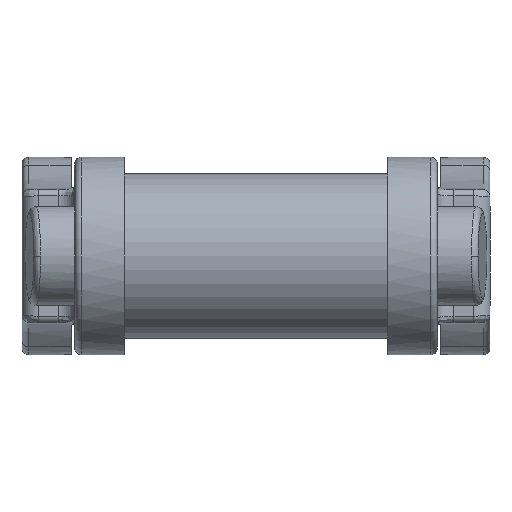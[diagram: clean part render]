
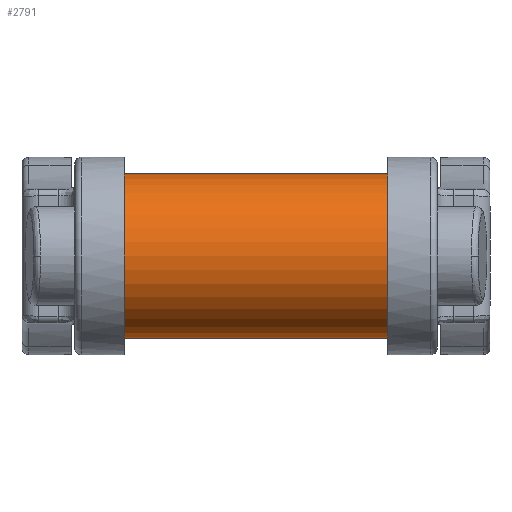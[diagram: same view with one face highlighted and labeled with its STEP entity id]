
A CAD part, left-side view. The second image highlights one B-rep face of the part: STEP entity #2791.
In plain terms, the highlighted cylindrical face has radius 2.499 mm (diameter 4.999 mm), a partial arc.
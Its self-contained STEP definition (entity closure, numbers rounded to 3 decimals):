
#793=CARTESIAN_POINT('',(0.,8.,0.));
#794=DIRECTION('',(0.,1.,0.));
#795=DIRECTION('',(0.,0.,-1.));
#796=AXIS2_PLACEMENT_3D('',#793,#794,#795);
#813=DIRECTION('',(0.,1.,0.));
#814=VECTOR('',#813,8.);
#815=CARTESIAN_POINT('',(0.,0.,2.499));
#816=LINE('',#815,#814);
#817=DIRECTION('',(0.,1.,0.));
#818=VECTOR('',#817,8.);
#819=CARTESIAN_POINT('',(0.,0.,-2.499));
#820=LINE('',#819,#818);
#826=CARTESIAN_POINT('',(0.,0.,0.));
#827=DIRECTION('',(0.,-1.,0.));
#828=DIRECTION('',(0.,0.,1.));
#829=AXIS2_PLACEMENT_3D('',#826,#827,#828);
#1379=CARTESIAN_POINT('',(0.,0.,2.499));
#1380=CARTESIAN_POINT('',(0.,8.,2.499));
#1381=VERTEX_POINT('',#1379);
#1382=VERTEX_POINT('',#1380);
#1385=CARTESIAN_POINT('',(0.,8.,-2.499));
#1386=VERTEX_POINT('',#1385);
#1387=CARTESIAN_POINT('',(0.,0.,-2.499));
#1388=VERTEX_POINT('',#1387);
#2777=CARTESIAN_POINT('',(0.,8.,0.));
#2778=DIRECTION('',(0.,-1.,0.));
#2779=DIRECTION('',(0.,0.,-1.));
#2780=AXIS2_PLACEMENT_3D('',#2777,#2778,#2779);
#2781=CYLINDRICAL_SURFACE('',#2780,2.499);
#2783=ORIENTED_EDGE('',*,*,#2782,.F.);
#2785=ORIENTED_EDGE('',*,*,#2784,.T.);
#2787=ORIENTED_EDGE('',*,*,#2786,.T.);
#2788=ORIENTED_EDGE('',*,*,#2770,.T.);
#2789=EDGE_LOOP('',(#2783,#2785,#2787,#2788));
#2790=FACE_OUTER_BOUND('',#2789,.F.);
#2791=ADVANCED_FACE('',(#2790),#2781,.T.);
#797=CIRCLE('',#796,2.499);
#830=CIRCLE('',#829,2.499);
#2770=EDGE_CURVE('',#1386,#1382,#797,.T.);
#2782=EDGE_CURVE('',#1381,#1382,#816,.T.);
#2784=EDGE_CURVE('',#1381,#1388,#830,.T.);
#2786=EDGE_CURVE('',#1388,#1386,#820,.T.);
